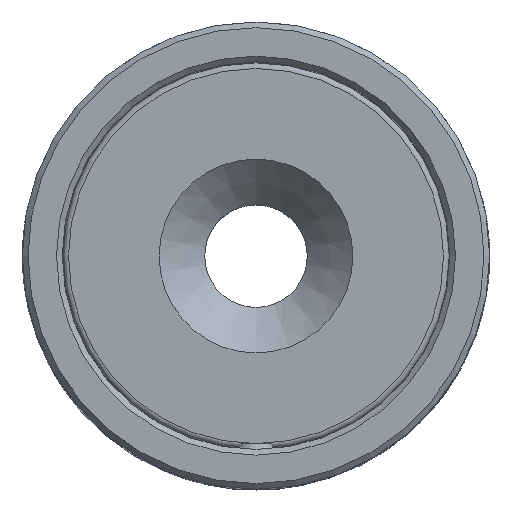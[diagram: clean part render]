
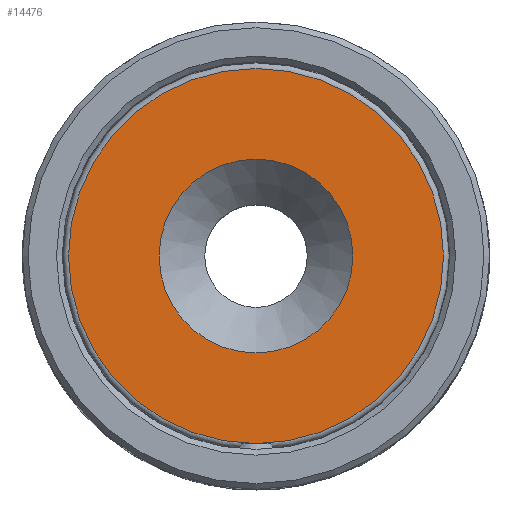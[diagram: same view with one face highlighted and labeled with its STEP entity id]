
A CAD part, top view. The second image highlights one B-rep face of the part: STEP entity #14476.
In plain terms, the highlighted planar face has unit normal (0, 0, 1).
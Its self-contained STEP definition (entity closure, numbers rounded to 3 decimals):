
#182 = DIRECTION ( 'NONE',  ( 0., 0., -1. ) ) ;
#1136 = ORIENTED_EDGE ( 'NONE', *, *, #11961, .T. ) ;
#2762 = DIRECTION ( 'NONE',  ( 0., 1., 0. ) ) ;
#2816 = DIRECTION ( 'NONE',  ( 0., 0., -1. ) ) ;
#2855 = ORIENTED_EDGE ( 'NONE', *, *, #8517, .F. ) ;
#2964 = AXIS2_PLACEMENT_3D ( 'NONE', #15633, #182, #3972 ) ;
#3806 = PLANE ( 'NONE',  #8710 ) ;
#3972 = DIRECTION ( 'NONE',  ( 0., 1., 0. ) ) ;
#3974 = DIRECTION ( 'NONE',  ( 0., -1., 0. ) ) ;
#4087 = CARTESIAN_POINT ( 'NONE',  ( 0., 16.45, 15. ) ) ;
#4144 = CARTESIAN_POINT ( 'NONE',  ( 0., 0., 15. ) ) ;
#5275 = CIRCLE ( 'NONE', #2964, 16.45 ) ;
#7405 = CIRCLE ( 'NONE', #14940, 8.5 ) ;
#8517 = EDGE_CURVE ( 'NONE', #14016, #14016, #5275, .T. ) ;
#8710 = AXIS2_PLACEMENT_3D ( 'NONE', #13021, #14300, #3974 ) ;
#9213 = EDGE_LOOP ( 'NONE', ( #1136 ) ) ;
#9448 = EDGE_LOOP ( 'NONE', ( #2855 ) ) ;
#10181 = FACE_OUTER_BOUND ( 'NONE', #9448, .T. ) ;
#11961 = EDGE_CURVE ( 'NONE', #14594, #14594, #7405, .T. ) ;
#13021 = CARTESIAN_POINT ( 'NONE',  ( 0., 8.5, 15. ) ) ;
#13037 = FACE_BOUND ( 'NONE', #9213, .T. ) ;
#13137 = CARTESIAN_POINT ( 'NONE',  ( 0., 8.5, 15. ) ) ;
#14016 = VERTEX_POINT ( 'NONE', #4087 ) ;
#14300 = DIRECTION ( 'NONE',  ( 0., 0., 1. ) ) ;
#14476 = ADVANCED_FACE ( 'NONE', ( #13037, #10181 ), #3806, .T. ) ;
#14594 = VERTEX_POINT ( 'NONE', #13137 ) ;
#14940 = AXIS2_PLACEMENT_3D ( 'NONE', #4144, #2816, #2762 ) ;
#15633 = CARTESIAN_POINT ( 'NONE',  ( 0., 0., 15. ) ) ;
